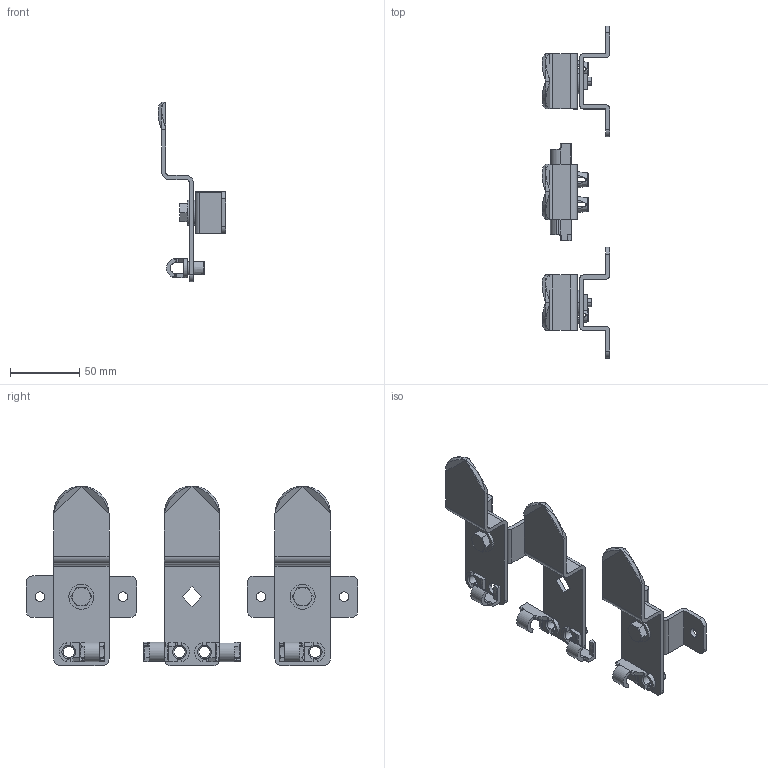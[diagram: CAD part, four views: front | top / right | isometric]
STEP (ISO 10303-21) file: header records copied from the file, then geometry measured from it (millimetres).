
FILE_DESCRIPTION (( 'STEP AP203' ), '1' );
FILE_NAME ('Žº‰ª•ÏŠ·.STEP', '2012-08-03T07:34:35', ( '' ), ( '' ), 'SwSTEP 2.0', 'SolidWorks 2011', '' );
FILE_SCHEMA (( 'CONFIG_CONTROL_DESIGN' ));
Length unit declared in the file: millimetre
Products named in the file (7): 室岡変換; AC-25-SA-1_AC-25-Q-2; AC-25-SA-1_上下軸ピン_; AC-25-SA-1_ワッシャー_; AC-25-SA-1_上下止め金固定板_; AC-25-SA-1_上下止め金_; AC-25-SA-1_中央部止め金
Assembly tree (15 placements, depth 2):
  室岡変換
    AC-25-SA-1_中央部止め金
    AC-25-SA-1_AC-25-Q-2  x4
    AC-25-SA-1_ワッシャー_  x4
    AC-25-SA-1_上下軸ピン_  x2
    AC-25-SA-1_上下止め金固定板_  x2
    AC-25-SA-1_上下止め金_  x2
Bounding box: 49.07 x 240 x 130 mm (x, y, z)
Volume: 80868.9 mm3; surface area: 64980.3 mm2
Topology: 15 solids, 15 shells, 473 faces, 1249 edges, 810 vertices
Faces by surface type: plane 235, cylinder 186, cone 28, torus 24
Entity records: 6980 total; most frequent: CARTESIAN_POINT 1367, DIRECTION 997, ORIENTED_EDGE 954, EDGE_CURVE 477, AXIS2_PLACEMENT_3D 362, VERTEX_POINT 308, VECTOR 273, LINE 273
